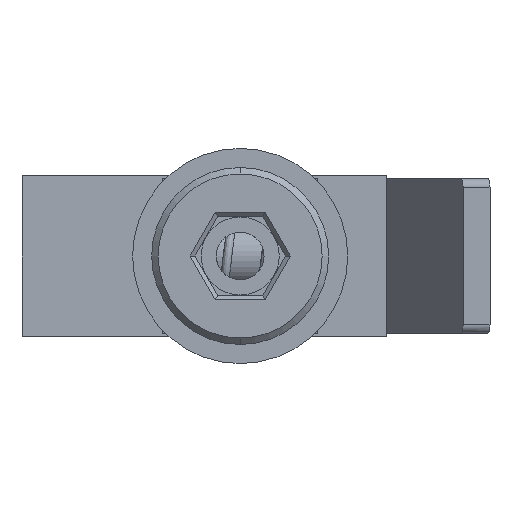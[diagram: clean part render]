
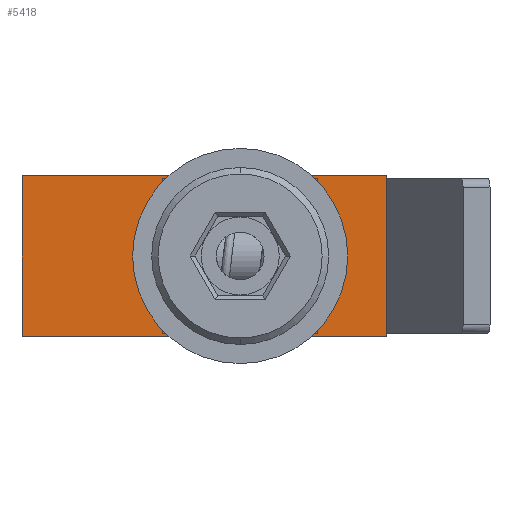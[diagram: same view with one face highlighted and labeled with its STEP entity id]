
A CAD part, front view. The second image highlights one B-rep face of the part: STEP entity #5418.
In plain terms, the highlighted planar face has unit normal (0, -1, 0).
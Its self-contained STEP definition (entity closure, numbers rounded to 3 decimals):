
#380 = DIRECTION ( 'NONE',  ( 0., 0., -1. ) ) ;
#638 = AXIS2_PLACEMENT_3D ( 'NONE', #10881, #8002, #380 ) ;
#806 = CARTESIAN_POINT ( 'NONE',  ( 0., -9.25, 9.25 ) ) ;
#856 = VECTOR ( 'NONE', #1704, 1000. ) ;
#1095 = VERTEX_POINT ( 'NONE', #9986 ) ;
#1118 = EDGE_CURVE ( 'NONE', #1095, #11331, #10851, .T. ) ;
#1207 = PLANE ( 'NONE',  #4164 ) ;
#1455 = FACE_BOUND ( 'NONE', #4317, .T. ) ;
#1704 = DIRECTION ( 'NONE',  ( 0., 0., -1. ) ) ;
#1709 = VERTEX_POINT ( 'NONE', #2931 ) ;
#1798 = ORIENTED_EDGE ( 'NONE', *, *, #7995, .F. ) ;
#1799 = LINE ( 'NONE', #9556, #11286 ) ;
#2124 = LINE ( 'NONE', #10898, #7189 ) ;
#2188 = EDGE_CURVE ( 'NONE', #6104, #10915, #5744, .T. ) ;
#2532 = ORIENTED_EDGE ( 'NONE', *, *, #1118, .F. ) ;
#2584 = CARTESIAN_POINT ( 'NONE',  ( 0., -9.25, 9.25 ) ) ;
#2931 = CARTESIAN_POINT ( 'NONE',  ( 42., -9.25, 9.25 ) ) ;
#3242 = CARTESIAN_POINT ( 'NONE',  ( 0., -9.25, -9.25 ) ) ;
#3251 = VECTOR ( 'NONE', #4813, 1000. ) ;
#3369 = DIRECTION ( 'NONE',  ( 0., 1., 0. ) ) ;
#3673 = DIRECTION ( 'NONE',  ( 0., 0., -1. ) ) ;
#3772 = VERTEX_POINT ( 'NONE', #10034 ) ;
#4164 = AXIS2_PLACEMENT_3D ( 'NONE', #8115, #3369, #11947 ) ;
#4317 = EDGE_LOOP ( 'NONE', ( #1798, #2532 ) ) ;
#4553 = EDGE_CURVE ( 'NONE', #1709, #3772, #1799, .T. ) ;
#4813 = DIRECTION ( 'NONE',  ( -1., 0., 0. ) ) ;
#5160 = EDGE_LOOP ( 'NONE', ( #11779, #9901, #10558, #9114 ) ) ;
#5418 = ADVANCED_FACE ( 'NONE', ( #9976, #1455 ), #1207, .F. ) ;
#5558 = CARTESIAN_POINT ( 'NONE',  ( 25.15, -9.25, -7.5 ) ) ;
#5744 = LINE ( 'NONE', #806, #856 ) ;
#6104 = VERTEX_POINT ( 'NONE', #2584 ) ;
#6321 = AXIS2_PLACEMENT_3D ( 'NONE', #10836, #8914, #7764 ) ;
#7189 = VECTOR ( 'NONE', #8708, 1000. ) ;
#7764 = DIRECTION ( 'NONE',  ( 0., 0., -1. ) ) ;
#7995 = EDGE_CURVE ( 'NONE', #11331, #1095, #9370, .T. ) ;
#8002 = DIRECTION ( 'NONE',  ( 0., -1., 0. ) ) ;
#8115 = CARTESIAN_POINT ( 'NONE',  ( 42., -9.25, 9.25 ) ) ;
#8545 = EDGE_CURVE ( 'NONE', #1709, #6104, #9798, .T. ) ;
#8580 = CARTESIAN_POINT ( 'NONE',  ( 42., -9.25, 9.25 ) ) ;
#8708 = DIRECTION ( 'NONE',  ( -1., 0., 0. ) ) ;
#8914 = DIRECTION ( 'NONE',  ( 0., -1., 0. ) ) ;
#9114 = ORIENTED_EDGE ( 'NONE', *, *, #8545, .T. ) ;
#9370 = CIRCLE ( 'NONE', #6321, 7.5 ) ;
#9556 = CARTESIAN_POINT ( 'NONE',  ( 42., -9.25, 9.25 ) ) ;
#9798 = LINE ( 'NONE', #8580, #3251 ) ;
#9901 = ORIENTED_EDGE ( 'NONE', *, *, #11971, .F. ) ;
#9976 = FACE_OUTER_BOUND ( 'NONE', #5160, .T. ) ;
#9986 = CARTESIAN_POINT ( 'NONE',  ( 25.15, -9.25, 7.5 ) ) ;
#10034 = CARTESIAN_POINT ( 'NONE',  ( 42., -9.25, -9.25 ) ) ;
#10558 = ORIENTED_EDGE ( 'NONE', *, *, #4553, .F. ) ;
#10836 = CARTESIAN_POINT ( 'NONE',  ( 25.15, -9.25, 0. ) ) ;
#10851 = CIRCLE ( 'NONE', #638, 7.5 ) ;
#10881 = CARTESIAN_POINT ( 'NONE',  ( 25.15, -9.25, 0. ) ) ;
#10898 = CARTESIAN_POINT ( 'NONE',  ( 42., -9.25, -9.25 ) ) ;
#10915 = VERTEX_POINT ( 'NONE', #3242 ) ;
#11286 = VECTOR ( 'NONE', #3673, 1000. ) ;
#11331 = VERTEX_POINT ( 'NONE', #5558 ) ;
#11779 = ORIENTED_EDGE ( 'NONE', *, *, #2188, .T. ) ;
#11947 = DIRECTION ( 'NONE',  ( 0., 0., 1. ) ) ;
#11971 = EDGE_CURVE ( 'NONE', #3772, #10915, #2124, .T. ) ;
